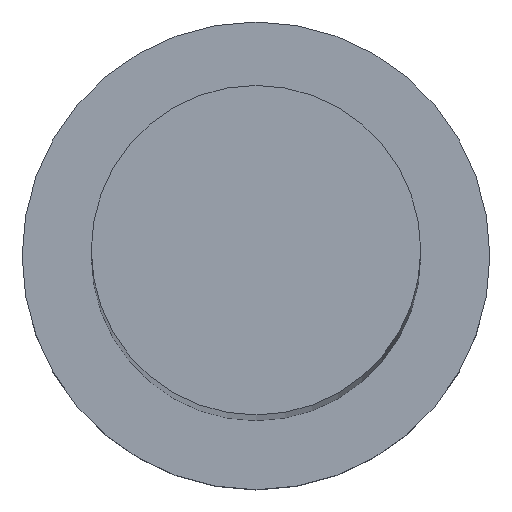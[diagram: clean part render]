
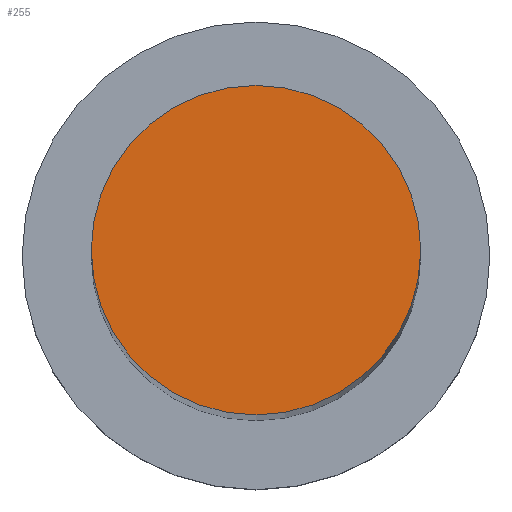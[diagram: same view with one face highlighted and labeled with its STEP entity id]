
A CAD part, top view. The second image highlights one B-rep face of the part: STEP entity #255.
In plain terms, the highlighted planar face has unit normal (0, 0, 1).
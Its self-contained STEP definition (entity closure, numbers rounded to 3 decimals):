
#10 = DIRECTION ( 'NONE',  ( 0., 0., 1. ) ) ;
#35 = DIRECTION ( 'NONE',  ( 1., 0., 0. ) ) ;
#50 = CARTESIAN_POINT ( 'NONE',  ( 0., 0., 160. ) ) ;
#61 = ORIENTED_EDGE ( 'NONE', *, *, #107, .T. ) ;
#67 = EDGE_CURVE ( 'NONE', #80, #99, #208, .T. ) ;
#68 = CARTESIAN_POINT ( 'NONE',  ( 0., 0., 160. ) ) ;
#80 = VERTEX_POINT ( 'NONE', #167 ) ;
#90 = CARTESIAN_POINT ( 'NONE',  ( -7.75, 0., 160. ) ) ;
#92 = CIRCLE ( 'NONE', #156, 7.75 ) ;
#99 = VERTEX_POINT ( 'NONE', #90 ) ;
#105 = PLANE ( 'NONE',  #133 ) ;
#106 = DIRECTION ( 'NONE',  ( 0., 0., 1. ) ) ;
#107 = EDGE_CURVE ( 'NONE', #99, #80, #92, .T. ) ;
#130 = DIRECTION ( 'NONE',  ( 1., 0., 0. ) ) ;
#131 = FACE_OUTER_BOUND ( 'NONE', #213, .T. ) ;
#133 = AXIS2_PLACEMENT_3D ( 'NONE', #169, #151, #35 ) ;
#151 = DIRECTION ( 'NONE',  ( 0., 0., 1. ) ) ;
#156 = AXIS2_PLACEMENT_3D ( 'NONE', #50, #10, #130 ) ;
#167 = CARTESIAN_POINT ( 'NONE',  ( 7.75, 0., 160. ) ) ;
#169 = CARTESIAN_POINT ( 'NONE',  ( 0., 0., 160. ) ) ;
#208 = CIRCLE ( 'NONE', #224, 7.75 ) ;
#213 = EDGE_LOOP ( 'NONE', ( #61, #220 ) ) ;
#220 = ORIENTED_EDGE ( 'NONE', *, *, #67, .T. ) ;
#224 = AXIS2_PLACEMENT_3D ( 'NONE', #68, #106, #234 ) ;
#234 = DIRECTION ( 'NONE',  ( 1., 0., 0. ) ) ;
#255 = ADVANCED_FACE ( 'NONE', ( #131 ), #105, .T. ) ;
